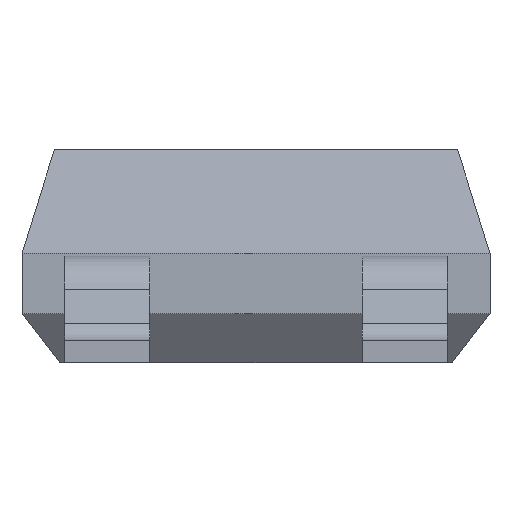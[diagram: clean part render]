
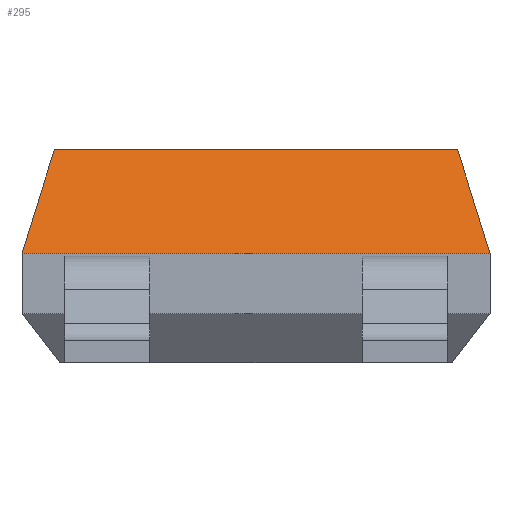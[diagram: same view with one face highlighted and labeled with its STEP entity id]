
A CAD part, front view. The second image highlights one B-rep face of the part: STEP entity #295.
In plain terms, the highlighted planar face has unit normal (0, -0.954, 0.3).
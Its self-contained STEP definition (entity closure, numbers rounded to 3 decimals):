
#58 = EDGE_CURVE ( 'NONE', #3495, #2271, #3224, .T. ) ;
#66 = VERTEX_POINT ( 'NONE', #3606 ) ;
#189 = CARTESIAN_POINT ( 'NONE',  ( -0.998, -0.574, 0.838 ) ) ;
#295 = ADVANCED_FACE ( 'NONE', ( #2942 ), #568, .T. ) ;
#386 = AXIS2_PLACEMENT_3D ( 'NONE', #811, #2569, #1726 ) ;
#448 = CARTESIAN_POINT ( 'NONE',  ( 1.1, -0.675, 0.515 ) ) ;
#546 = CARTESIAN_POINT ( 'NONE',  ( 1.1, -0.675, 0.515 ) ) ;
#568 = PLANE ( 'NONE',  #386 ) ;
#610 = VERTEX_POINT ( 'NONE', #1868 ) ;
#663 = CARTESIAN_POINT ( 'NONE',  ( 1.1, -0.675, 0.515 ) ) ;
#811 = CARTESIAN_POINT ( 'NONE',  ( -1.1, -0.675, 0.515 ) ) ;
#1200 = CARTESIAN_POINT ( 'NONE',  ( 0.948, -0.523, 1. ) ) ;
#1356 = ORIENTED_EDGE ( 'NONE', *, *, #58, .F. ) ;
#1399 = CARTESIAN_POINT ( 'NONE',  ( -1.1, -0.675, 0.515 ) ) ;
#1498 = CARTESIAN_POINT ( 'NONE',  ( 1.049, -0.624, 0.677 ) ) ;
#1608 = CARTESIAN_POINT ( 'NONE',  ( -0.316, -0.523, 1. ) ) ;
#1641 = EDGE_CURVE ( 'NONE', #66, #610, #3128, .T. ) ;
#1675 = ORIENTED_EDGE ( 'NONE', *, *, #2558, .T. ) ;
#1704 = DIRECTION ( 'NONE',  ( -1., 0., 0. ) ) ;
#1726 = DIRECTION ( 'NONE',  ( -1., 0., 0. ) ) ;
#1868 = CARTESIAN_POINT ( 'NONE',  ( -0.948, -0.523, 1. ) ) ;
#1970 = CARTESIAN_POINT ( 'NONE',  ( -0.948, -0.523, 1. ) ) ;
#2122 = VECTOR ( 'NONE', #1704, 1000. ) ;
#2271 = VERTEX_POINT ( 'NONE', #448 ) ;
#2326 = ORIENTED_EDGE ( 'NONE', *, *, #1641, .F. ) ;
#2339 = EDGE_CURVE ( 'NONE', #2271, #66, #3164, .T. ) ;
#2424 = EDGE_LOOP ( 'NONE', ( #3487, #1356, #1675, #2326 ) ) ;
#2458 = CARTESIAN_POINT ( 'NONE',  ( 0.998, -0.574, 0.838 ) ) ;
#2473 = CARTESIAN_POINT ( 'NONE',  ( 0.948, -0.523, 1. ) ) ;
#2508 = CARTESIAN_POINT ( 'NONE',  ( -1.049, -0.624, 0.677 ) ) ;
#2558 = EDGE_CURVE ( 'NONE', #3495, #610, #2776, .T. ) ;
#2569 = DIRECTION ( 'NONE',  ( 0., -0.954, 0.3 ) ) ;
#2776 = B_SPLINE_CURVE_WITH_KNOTS ( 'NONE', 3,
 ( #2473, #3081, #1608, #3063 ),
 .UNSPECIFIED., .F., .F.,
 ( 4, 4 ),
 ( 0., 1. ),
 .UNSPECIFIED. ) ;
#2942 = FACE_OUTER_BOUND ( 'NONE', #2424, .T. ) ;
#2962 = CARTESIAN_POINT ( 'NONE',  ( 0.948, -0.523, 1. ) ) ;
#3063 = CARTESIAN_POINT ( 'NONE',  ( -0.948, -0.523, 1. ) ) ;
#3081 = CARTESIAN_POINT ( 'NONE',  ( 0.316, -0.523, 1. ) ) ;
#3128 = B_SPLINE_CURVE_WITH_KNOTS ( 'NONE', 3,
 ( #1399, #2508, #189, #1970 ),
 .UNSPECIFIED., .F., .F.,
 ( 4, 4 ),
 ( 0., 1. ),
 .UNSPECIFIED. ) ;
#3164 = LINE ( 'NONE', #546, #2122 ) ;
#3224 = B_SPLINE_CURVE_WITH_KNOTS ( 'NONE', 3,
 ( #2962, #2458, #1498, #663 ),
 .UNSPECIFIED., .F., .F.,
 ( 4, 4 ),
 ( 0., 1. ),
 .UNSPECIFIED. ) ;
#3487 = ORIENTED_EDGE ( 'NONE', *, *, #2339, .F. ) ;
#3495 = VERTEX_POINT ( 'NONE', #1200 ) ;
#3606 = CARTESIAN_POINT ( 'NONE',  ( -1.1, -0.675, 0.515 ) ) ;
